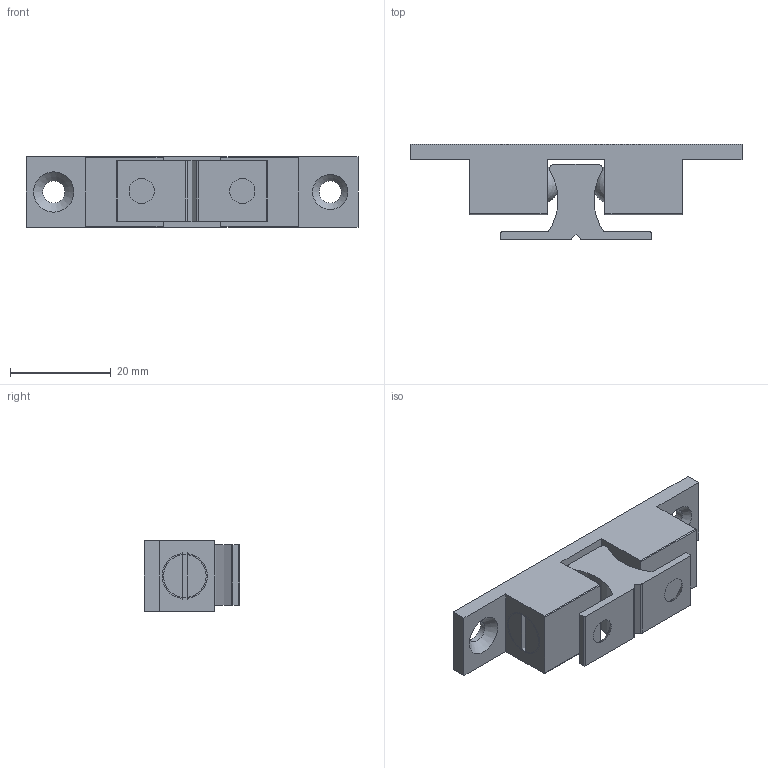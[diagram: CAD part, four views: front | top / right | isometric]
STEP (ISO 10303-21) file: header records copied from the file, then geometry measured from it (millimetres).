
FILE_DESCRIPTION(/* description */ (''),/* implementation_level */ '2;1');
FILE_NAME(/* name */ '620010.stp',/* time_stamp */ '2018-02-08T10:42:41+01:00',/* author */ ('jiri.spacek'),/* organization */ (''),/* preprocessor_version */ 'ST-DEVELOPER v16.1',/* originating_system */ 'Autodesk Inventor 2016',/* authorisation */ '');
FILE_SCHEMA (('CONFIG_CONTROL_DESIGN'));
Length unit declared in the file: millimetre
Products named in the file (5): 620010-2; 620010-1; 620010-3; Kulička 7_8; 620010
Assembly tree (6 placements, depth 2):
  620010
    620010-2
    620010-1
    620010-3  x2
    Kulička 7_8  x2
Bounding box: 66 x 18.89 x 14 mm (x, y, z)
Volume: 8455.2 mm3; surface area: 6533.1 mm2
Topology: 6 solids, 6 shells, 73 faces, 191 edges, 128 vertices
Faces by surface type: plane 39, cylinder 22, cone 10, sphere 2
Full cylindrical faces by diameter (mm): 4.4 x2, 7 x2, 8.5 x2, 10 x2
Entity records: 1965 total; most frequent: DIRECTION 341, CARTESIAN_POINT 329, ORIENTED_EDGE 288, EDGE_CURVE 144, AXIS2_PLACEMENT_3D 128, VERTEX_POINT 104, EDGE_LOOP 88, LINE 85
